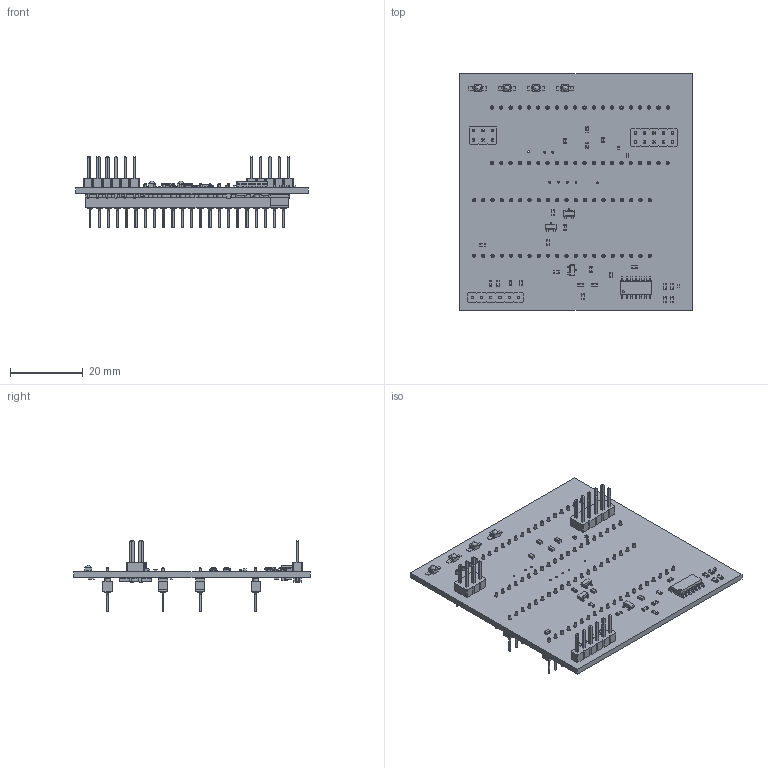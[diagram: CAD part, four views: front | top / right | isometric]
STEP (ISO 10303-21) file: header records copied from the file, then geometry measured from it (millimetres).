
FILE_DESCRIPTION(('KiCad electronic assembly'),'2;1');
FILE_NAME('export.step','2021-11-25T18:24:51',('Pcbnew'),('Kicad'), 'Open CASCADE STEP processor 7.5','KiCad to STEP converter','Unknown' );
FILE_SCHEMA(('AUTOMOTIVE_DESIGN { 1 0 10303 214 1 1 1 1 }'));
Length unit declared in the file: millimetre
Products named in the file (75): export 1; pin-row2x20; SOLID; COMPOUND; PinHeader_1x06_P2.54mm_Vertical; SOIC-14_3.9x8.7mm_P1.27mm; C_0603_1608Metric; SOT-23; R_0603_1608Metric; PinHeader_2x03_P2.54mm_Vertical; PinHeader_2x05_P2.54mm_Vertical; LED2x2; C_0402_1005Metric; QFN-64-1EP_9x9mm_P0.5mm_EP7.65x7.65mm; C_0805_2012Metric
Assembly tree (118 placements, depth 3):
  export 1
    pin-row2x20  x2
      SOLID
      SOLID
      SOLID
      SOLID
      SOLID
      SOLID
      SOLID
      SOLID
      SOLID
      SOLID
      SOLID
      SOLID
      SOLID
      SOLID
      SOLID
      SOLID
      SOLID
      SOLID
      SOLID
      SOLID
      SOLID
      SOLID
      SOLID
      SOLID
      SOLID
      SOLID
      SOLID
      SOLID
      COMPOUND
      SOLID
      SOLID
      SOLID
      SOLID
      SOLID
      SOLID
      SOLID
      SOLID
      SOLID
      SOLID
      SOLID
      SOLID
      SOLID
      SOLID
      SOLID
    PinHeader_1x06_P2.54mm_Vertical
      SOLID
    SOIC-14_3.9x8.7mm_P1.27mm
      SOLID
    C_0603_1608Metric  x10
      SOLID
    SOT-23  x3
      SOLID
    R_0603_1608Metric  x26
      SOLID
    PinHeader_2x03_P2.54mm_Vertical
      SOLID
    PinHeader_2x05_P2.54mm_Vertical
      SOLID
Bounding box: 64 x 65 x 19.5 mm (x, y, z)
Volume: 11009.8 mm3; surface area: 18337.8 mm2
Topology: 167 solids, 167 shells, 3660 faces, 8535 edges, 5448 vertices
Faces by surface type: bspline 3544, cylinder 110, plane 6
Full cylindrical faces by diameter (mm): 0.5 x8, 0.9 x80, 1 x22
Entity records: 121332 total; most frequent: CARTESIAN_POINT 48001, B_SPLINE_CURVE_WITH_KNOTS 11553, ORIENTED_EDGE 9094, PCURVE 9094, DEFINITIONAL_REPRESENTATION 9094, EDGE_CURVE 4547, SURFACE_CURVE 4193, VERTEX_POINT 2892
